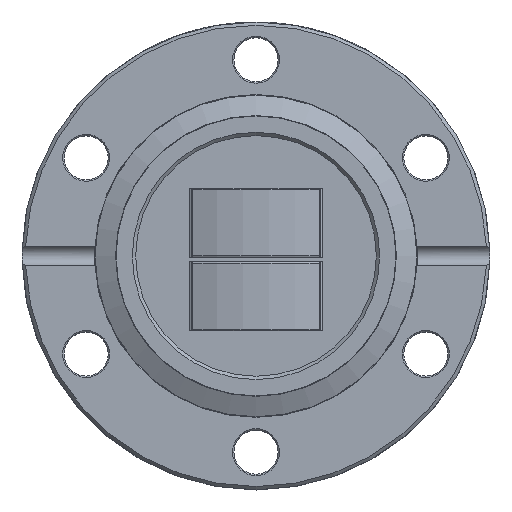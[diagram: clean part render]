
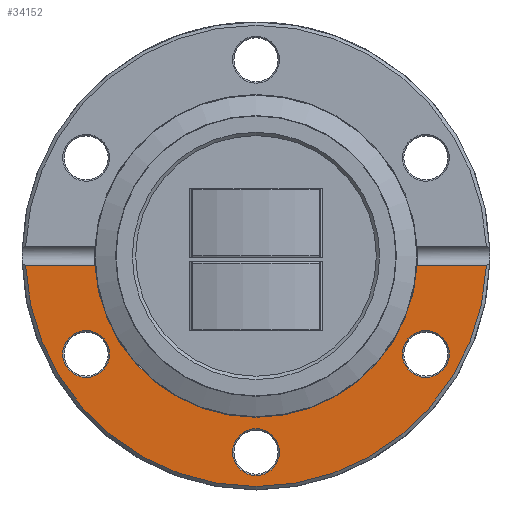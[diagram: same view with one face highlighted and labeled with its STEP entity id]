
A CAD part, top view. The second image highlights one B-rep face of the part: STEP entity #34152.
In plain terms, the highlighted planar face has unit normal (0, 0, 1).
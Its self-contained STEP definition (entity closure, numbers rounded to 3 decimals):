
#48 = CIRCLE ( 'NONE', #3619, 3.5 ) ;
#80 = LINE ( 'NONE', #33568, #19028 ) ;
#278 = EDGE_LOOP ( 'NONE', ( #44320 ) ) ;
#774 = EDGE_CURVE ( 'NONE', #4966, #10440, #22420, .T. ) ;
#1159 = EDGE_CURVE ( 'NONE', #19468, #19468, #33754, .T. ) ;
#1402 = PLANE ( 'NONE',  #11151 ) ;
#2403 = DIRECTION ( 'NONE',  ( -1., 0., 0. ) ) ;
#2996 = CARTESIAN_POINT ( 'NONE',  ( -25.418, -14.675, 0. ) ) ;
#3223 = CIRCLE ( 'NONE', #31240, 24.15 ) ;
#3474 = DIRECTION ( 'NONE',  ( 0., 0., -1. ) ) ;
#3619 = AXIS2_PLACEMENT_3D ( 'NONE', #30993, #17506, #10543 ) ;
#3773 = VERTEX_POINT ( 'NONE', #37377 ) ;
#4537 = CIRCLE ( 'NONE', #42597, 3.5 ) ;
#4599 = DIRECTION ( 'NONE',  ( 0., 0., -1. ) ) ;
#4966 = VERTEX_POINT ( 'NONE', #19619 ) ;
#5041 = AXIS2_PLACEMENT_3D ( 'NONE', #2996, #9965, #23021 ) ;
#5256 = CARTESIAN_POINT ( 'NONE',  ( 0., -25.85, 0. ) ) ;
#6417 = VECTOR ( 'NONE', #2403, 1000. ) ;
#6592 = CARTESIAN_POINT ( 'NONE',  ( 0., 0., 0. ) ) ;
#7528 = CARTESIAN_POINT ( 'NONE',  ( 25.418, -14.675, 0. ) ) ;
#7561 = CIRCLE ( 'NONE', #15454, 34.5 ) ;
#8133 = FACE_BOUND ( 'NONE', #278, .T. ) ;
#8353 = FACE_OUTER_BOUND ( 'NONE', #11529, .T. ) ;
#8554 = ORIENTED_EDGE ( 'NONE', *, *, #40875, .F. ) ;
#9965 = DIRECTION ( 'NONE',  ( 0., 0., -1. ) ) ;
#10364 = ORIENTED_EDGE ( 'NONE', *, *, #40964, .F. ) ;
#10394 = DIRECTION ( 'NONE',  ( 0., -1., 0. ) ) ;
#10440 = VERTEX_POINT ( 'NONE', #26732 ) ;
#10543 = DIRECTION ( 'NONE',  ( 0., 1., 0. ) ) ;
#11151 = AXIS2_PLACEMENT_3D ( 'NONE', #20574, #3474, #27980 ) ;
#11529 = EDGE_LOOP ( 'NONE', ( #10364, #32343, #20671, #8554 ) ) ;
#11925 = ORIENTED_EDGE ( 'NONE', *, *, #26113, .T. ) ;
#12414 = EDGE_LOOP ( 'NONE', ( #11925 ) ) ;
#15454 = AXIS2_PLACEMENT_3D ( 'NONE', #17359, #34013, #10394 ) ;
#15590 = CARTESIAN_POINT ( 'NONE',  ( 25.418, -11.175, 0. ) ) ;
#17359 = CARTESIAN_POINT ( 'NONE',  ( 0., 0., 0. ) ) ;
#17506 = DIRECTION ( 'NONE',  ( 0., 0., -1. ) ) ;
#19028 = VECTOR ( 'NONE', #30184, 1000. ) ;
#19468 = VERTEX_POINT ( 'NONE', #33178 ) ;
#19619 = CARTESIAN_POINT ( 'NONE',  ( -24.109, -1.414, 0. ) ) ;
#19983 = EDGE_CURVE ( 'NONE', #26374, #26374, #4537, .T. ) ;
#20574 = CARTESIAN_POINT ( 'NONE',  ( 0., 34.5, 0. ) ) ;
#20671 = ORIENTED_EDGE ( 'NONE', *, *, #40971, .T. ) ;
#21248 = DIRECTION ( 'NONE',  ( 0., 1., 0. ) ) ;
#22420 = LINE ( 'NONE', #26444, #6417 ) ;
#23021 = DIRECTION ( 'NONE',  ( 0., 1., 0. ) ) ;
#23665 = EDGE_LOOP ( 'NONE', ( #28676 ) ) ;
#24102 = DIRECTION ( 'NONE',  ( 0., 0., 1. ) ) ;
#26113 = EDGE_CURVE ( 'NONE', #32905, #32905, #48, .T. ) ;
#26374 = VERTEX_POINT ( 'NONE', #15590 ) ;
#26444 = CARTESIAN_POINT ( 'NONE',  ( -37.07, -1.414, 0. ) ) ;
#26732 = CARTESIAN_POINT ( 'NONE',  ( -34.471, -1.414, 0. ) ) ;
#27980 = DIRECTION ( 'NONE',  ( 0., 1., 0. ) ) ;
#28676 = ORIENTED_EDGE ( 'NONE', *, *, #19983, .T. ) ;
#30184 = DIRECTION ( 'NONE',  ( 1., 0., 0. ) ) ;
#30901 = FACE_BOUND ( 'NONE', #12414, .T. ) ;
#30993 = CARTESIAN_POINT ( 'NONE',  ( 0., -29.35, 0. ) ) ;
#31240 = AXIS2_PLACEMENT_3D ( 'NONE', #6592, #24102, #40575 ) ;
#32343 = ORIENTED_EDGE ( 'NONE', *, *, #774, .T. ) ;
#32905 = VERTEX_POINT ( 'NONE', #5256 ) ;
#33178 = CARTESIAN_POINT ( 'NONE',  ( -25.418, -11.175, 0. ) ) ;
#33568 = CARTESIAN_POINT ( 'NONE',  ( 37.07, -1.414, 0. ) ) ;
#33754 = CIRCLE ( 'NONE', #5041, 3.5 ) ;
#34013 = DIRECTION ( 'NONE',  ( 0., 0., 1. ) ) ;
#34152 = ADVANCED_FACE ( 'NONE', ( #41512, #30901, #8133, #8353 ), #1402, .F. ) ;
#35101 = CARTESIAN_POINT ( 'NONE',  ( 24.109, -1.414, 0. ) ) ;
#37377 = CARTESIAN_POINT ( 'NONE',  ( 34.471, -1.414, 0. ) ) ;
#40575 = DIRECTION ( 'NONE',  ( 0., -1., 0. ) ) ;
#40875 = EDGE_CURVE ( 'NONE', #43227, #3773, #80, .T. ) ;
#40964 = EDGE_CURVE ( 'NONE', #4966, #43227, #3223, .T. ) ;
#40971 = EDGE_CURVE ( 'NONE', #10440, #3773, #7561, .T. ) ;
#41512 = FACE_BOUND ( 'NONE', #23665, .T. ) ;
#42597 = AXIS2_PLACEMENT_3D ( 'NONE', #7528, #4599, #21248 ) ;
#43227 = VERTEX_POINT ( 'NONE', #35101 ) ;
#44320 = ORIENTED_EDGE ( 'NONE', *, *, #1159, .T. ) ;
